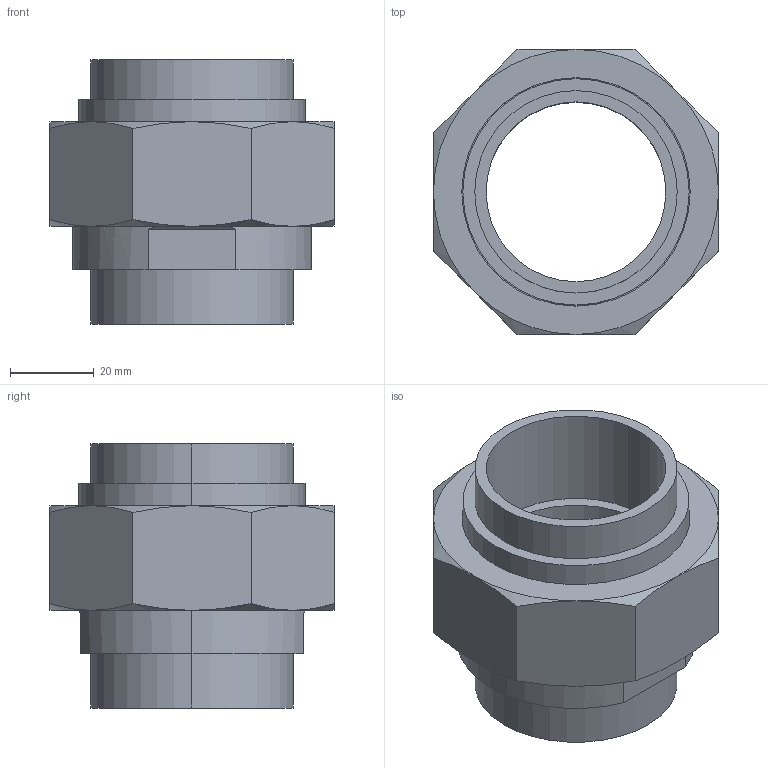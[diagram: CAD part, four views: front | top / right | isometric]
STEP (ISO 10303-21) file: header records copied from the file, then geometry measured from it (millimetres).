
FILE_DESCRIPTION (( 'STEP AP203' ), '1' );
FILE_NAME ('11-8131-12_outokumpu.step', '2015-08-07T11:34:09', ( '' ), ( '' ), 'SwSTEP 2.0', 'SolidWorks 2008', '' );
FILE_SCHEMA (( 'CONFIG_CONTROL_DESIGN' ));
Length unit declared in the file: millimetre
Products named in the file (5): nut-13-222-115_outokumpu_nut-13-222-115_outokumpu; 11-8131-12_outokumpu; case-13-555-320_outokumpu_case-13-555-320_outokumpu; nipple-13-444-140_outokumpu_nipple-13-444-140_outokumpu; seal-11-8131-12_outokumpu_seal-11-8131-12_outokumpu
Assembly tree (4 placements, depth 2):
  11-8131-12_outokumpu
    nut-13-222-115_outokumpu_nut-13-222-115_outokumpu
    nipple-13-444-140_outokumpu_nipple-13-444-140_outokumpu
    case-13-555-320_outokumpu_case-13-555-320_outokumpu
    seal-11-8131-12_outokumpu_seal-11-8131-12_outokumpu
Bounding box: 68 x 68 x 63 mm (x, y, z)
Volume: 78249.3 mm3; surface area: 39234.6 mm2
Topology: 4 solids, 4 shells, 69 faces, 148 edges, 92 vertices
Faces by surface type: plane 25, cylinder 24, cone 20
Entity records: 2555 total; most frequent: CARTESIAN_POINT 530, DIRECTION 336, ORIENTED_EDGE 296, EDGE_CURVE 148, AXIS2_PLACEMENT_3D 146, VERTEX_POINT 92, EDGE_LOOP 82, CIRCLE 70
